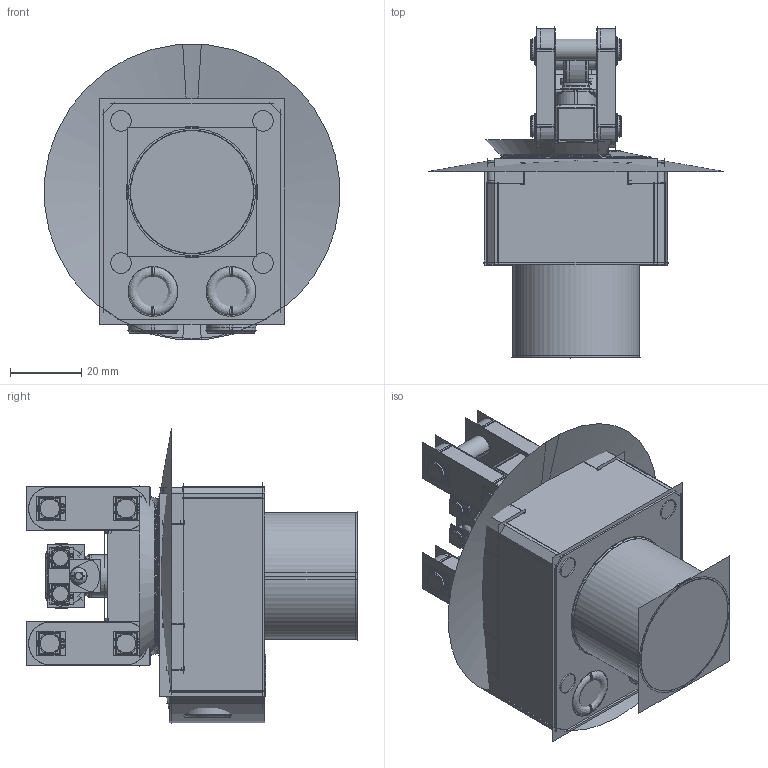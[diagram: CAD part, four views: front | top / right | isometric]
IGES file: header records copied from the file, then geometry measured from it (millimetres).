
Start section:  PTC IGES file: ilcmv41621520.igs
Global section: file name: ilcmv41621520.igs; native system: Creo Parametric by PTC Inc.; preprocessor: 2021164; author: BCoats; organization: Unknown; date: 20220721.072014; units: millimetre
Bounding box: 83 x 93.36 x 83.14 mm (x, y, z)
Surface area: 87225.7 mm2 (no closed solid volume)
Topology: 0 solids, 0 shells, 1278 faces, 14600 edges, 17012 vertices
Faces by surface type: revolution 808, bspline 470
